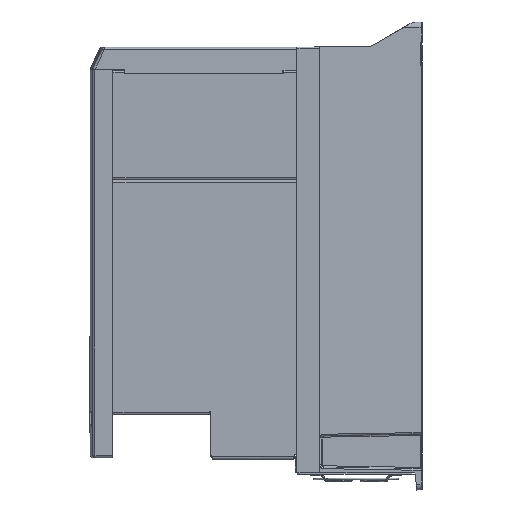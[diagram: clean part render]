
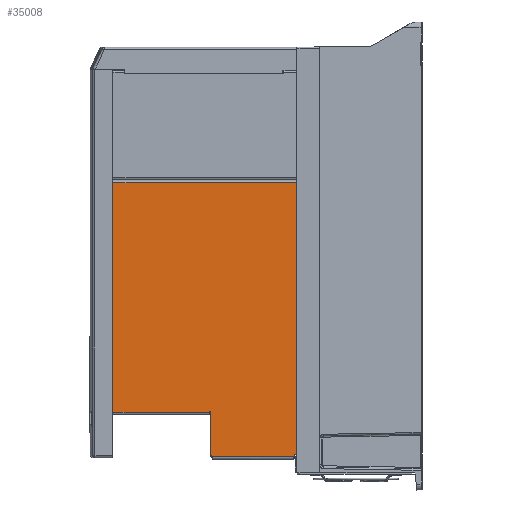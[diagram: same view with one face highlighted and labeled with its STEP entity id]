
A CAD part, left-side view. The second image highlights one B-rep face of the part: STEP entity #35008.
In plain terms, the highlighted planar face has unit normal (-1, 0, 0).
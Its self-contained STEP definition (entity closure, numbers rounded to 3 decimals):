
#587 = ORIENTED_EDGE ( 'NONE', *, *, #3483, .T. ) ;
#1483 = LINE ( 'NONE', #40807, #18793 ) ;
#1928 = LINE ( 'NONE', #41267, #22101 ) ;
#2078 = VERTEX_POINT ( 'NONE', #23857 ) ;
#2437 = EDGE_CURVE ( 'NONE', #39541, #4991, #16659, .T. ) ;
#2531 = CARTESIAN_POINT ( 'NONE',  ( -49.509, 2., 13.959 ) ) ;
#2972 = VECTOR ( 'NONE', #32393, 1000. ) ;
#3120 = DIRECTION ( 'NONE',  ( 0., 0., -1. ) ) ;
#3466 = EDGE_CURVE ( 'NONE', #11358, #20409, #32605, .T. ) ;
#3483 = EDGE_CURVE ( 'NONE', #12121, #42822, #32126, .T. ) ;
#3702 = CARTESIAN_POINT ( 'NONE',  ( -49.509, 159.5, 52.709 ) ) ;
#4126 = EDGE_CURVE ( 'NONE', #24060, #11358, #20792, .T. ) ;
#4157 = ORIENTED_EDGE ( 'NONE', *, *, #17890, .T. ) ;
#4883 = CARTESIAN_POINT ( 'NONE',  ( -49.509, 72.532, 13.959 ) ) ;
#4991 = VERTEX_POINT ( 'NONE', #40931 ) ;
#5387 = VECTOR ( 'NONE', #3120, 1000. ) ;
#5802 = VECTOR ( 'NONE', #21375, 1000. ) ;
#5944 = EDGE_CURVE ( 'NONE', #37414, #19122, #28230, .T. ) ;
#6256 = DIRECTION ( 'NONE',  ( 0., 0., -1. ) ) ;
#6298 = DIRECTION ( 'NONE',  ( -1., 0., 0. ) ) ;
#6427 = CARTESIAN_POINT ( 'NONE',  ( -49.509, 0.5, 16.709 ) ) ;
#6741 = DIRECTION ( 'NONE',  ( 0., 0., -1. ) ) ;
#6774 = DIRECTION ( 'NONE',  ( -1., 0., 0. ) ) ;
#6864 = EDGE_LOOP ( 'NONE', ( #14863, #23324, #22608, #25527, #8911, #22856, #21598, #31610, #32863, #587, #35294, #4157, #23220, #15405 ) ) ;
#6946 = EDGE_CURVE ( 'NONE', #28973, #8574, #35325, .T. ) ;
#7381 = CARTESIAN_POINT ( 'NONE',  ( -49.509, 75.5, 254.709 ) ) ;
#8235 = VERTEX_POINT ( 'NONE', #34199 ) ;
#8369 = EDGE_CURVE ( 'NONE', #19122, #2078, #29807, .T. ) ;
#8574 = VERTEX_POINT ( 'NONE', #40994 ) ;
#8671 = DIRECTION ( 'NONE',  ( 0., 0., -1. ) ) ;
#8911 = ORIENTED_EDGE ( 'NONE', *, *, #22223, .F. ) ;
#9029 = CARTESIAN_POINT ( 'NONE',  ( -49.509, 74.5, 52.959 ) ) ;
#10612 = CARTESIAN_POINT ( 'NONE',  ( -49.509, 73.5, 14.709 ) ) ;
#11065 = DIRECTION ( 'NONE',  ( 0., 0., -1. ) ) ;
#11190 = DIRECTION ( 'NONE',  ( 1., 0., 0. ) ) ;
#11299 = CARTESIAN_POINT ( 'NONE',  ( -49.509, 73.5, 13.709 ) ) ;
#11358 = VERTEX_POINT ( 'NONE', #4883 ) ;
#12121 = VERTEX_POINT ( 'NONE', #36674 ) ;
#12328 = CARTESIAN_POINT ( 'NONE',  ( -49.509, -0.5, 254.709 ) ) ;
#12773 = LINE ( 'NONE', #43051, #18668 ) ;
#13047 = VERTEX_POINT ( 'NONE', #3702 ) ;
#13183 = EDGE_CURVE ( 'NONE', #12121, #4991, #39548, .T. ) ;
#13195 = DIRECTION ( 'NONE',  ( 1., 0., 0. ) ) ;
#13392 = EDGE_CURVE ( 'NONE', #8235, #24060, #27508, .T. ) ;
#14863 = ORIENTED_EDGE ( 'NONE', *, *, #18687, .T. ) ;
#15405 = ORIENTED_EDGE ( 'NONE', *, *, #5944, .F. ) ;
#16217 = DIRECTION ( 'NONE',  ( -1., 0., 0. ) ) ;
#16360 = CARTESIAN_POINT ( 'NONE',  ( -49.509, 75.5, 52.959 ) ) ;
#16659 = CIRCLE ( 'NONE', #16660, 1. ) ;
#16660 = AXIS2_PLACEMENT_3D ( 'NONE', #6427, #6298, #6256 ) ;
#17595 = CARTESIAN_POINT ( 'NONE',  ( -49.509, -0.5, 254.709 ) ) ;
#17890 = EDGE_CURVE ( 'NONE', #13047, #2078, #1928, .T. ) ;
#18396 = FACE_OUTER_BOUND ( 'NONE', #6864, .T. ) ;
#18668 = VECTOR ( 'NONE', #38577, 1000. ) ;
#18687 = EDGE_CURVE ( 'NONE', #37414, #8235, #30422, .T. ) ;
#18793 = VECTOR ( 'NONE', #36349, 1000. ) ;
#19122 = VERTEX_POINT ( 'NONE', #16360 ) ;
#20409 = VERTEX_POINT ( 'NONE', #2531 ) ;
#20792 = CIRCLE ( 'NONE', #25993, 1. ) ;
#21094 = VECTOR ( 'NONE', #32056, 1000. ) ;
#21375 = DIRECTION ( 'NONE',  ( 0., 0., -1. ) ) ;
#21598 = ORIENTED_EDGE ( 'NONE', *, *, #29039, .T. ) ;
#21747 = DIRECTION ( 'NONE',  ( 0., -1., 0. ) ) ;
#22073 = PLANE ( 'NONE',  #28587 ) ;
#22101 = VECTOR ( 'NONE', #36823, 1000. ) ;
#22223 = EDGE_CURVE ( 'NONE', #28973, #20409, #12773, .T. ) ;
#22608 = ORIENTED_EDGE ( 'NONE', *, *, #4126, .T. ) ;
#22856 = ORIENTED_EDGE ( 'NONE', *, *, #6946, .T. ) ;
#23220 = ORIENTED_EDGE ( 'NONE', *, *, #8369, .F. ) ;
#23324 = ORIENTED_EDGE ( 'NONE', *, *, #13392, .T. ) ;
#23857 = CARTESIAN_POINT ( 'NONE',  ( -49.509, 75.5, 52.709 ) ) ;
#24060 = VERTEX_POINT ( 'NONE', #10612 ) ;
#24667 = CARTESIAN_POINT ( 'NONE',  ( -49.509, 73.5, 15.709 ) ) ;
#24679 = CARTESIAN_POINT ( 'NONE',  ( -49.509, 2., 14.709 ) ) ;
#25527 = ORIENTED_EDGE ( 'NONE', *, *, #3466, .T. ) ;
#25884 = CARTESIAN_POINT ( 'NONE',  ( -49.509, 74.5, 11.709 ) ) ;
#25993 = AXIS2_PLACEMENT_3D ( 'NONE', #11299, #11190, #11065 ) ;
#26257 = CARTESIAN_POINT ( 'NONE',  ( -49.509, 2., 15.709 ) ) ;
#27353 = DIRECTION ( 'NONE',  ( 0., 0., -1. ) ) ;
#27508 = CIRCLE ( 'NONE', #34563, 1. ) ;
#27922 = AXIS2_PLACEMENT_3D ( 'NONE', #38675, #16217, #27353 ) ;
#28230 = CIRCLE ( 'NONE', #27922, 0.5 ) ;
#28587 = AXIS2_PLACEMENT_3D ( 'NONE', #17595, #13195, #8671 ) ;
#28973 = VERTEX_POINT ( 'NONE', #24679 ) ;
#29039 = EDGE_CURVE ( 'NONE', #8574, #39541, #30797, .T. ) ;
#29807 = LINE ( 'NONE', #7381, #5387 ) ;
#30127 = CARTESIAN_POINT ( 'NONE',  ( -49.509, 159.5, 252.459 ) ) ;
#30422 = LINE ( 'NONE', #25884, #5802 ) ;
#30797 = LINE ( 'NONE', #26257, #33535 ) ;
#30865 = CARTESIAN_POINT ( 'NONE',  ( -49.509, 0.5, 15.709 ) ) ;
#31369 = AXIS2_PLACEMENT_3D ( 'NONE', #33072, #32697, #32645 ) ;
#31610 = ORIENTED_EDGE ( 'NONE', *, *, #2437, .T. ) ;
#32056 = DIRECTION ( 'NONE',  ( 0., 1., 0. ) ) ;
#32084 = CARTESIAN_POINT ( 'NONE',  ( -49.509, -0.5, 252.459 ) ) ;
#32126 = LINE ( 'NONE', #32084, #21094 ) ;
#32393 = DIRECTION ( 'NONE',  ( 0., -1., 0. ) ) ;
#32438 = CARTESIAN_POINT ( 'NONE',  ( -49.509, 159.5, 13.959 ) ) ;
#32605 = LINE ( 'NONE', #32438, #2972 ) ;
#32645 = DIRECTION ( 'NONE',  ( 0., 0., -1. ) ) ;
#32697 = DIRECTION ( 'NONE',  ( 1., 0., 0. ) ) ;
#32863 = ORIENTED_EDGE ( 'NONE', *, *, #13183, .F. ) ;
#33072 = CARTESIAN_POINT ( 'NONE',  ( -49.509, 1., 14.709 ) ) ;
#33535 = VECTOR ( 'NONE', #21747, 1000. ) ;
#33882 = EDGE_CURVE ( 'NONE', #13047, #42822, #1483, .T. ) ;
#34199 = CARTESIAN_POINT ( 'NONE',  ( -49.509, 74.5, 15.709 ) ) ;
#34563 = AXIS2_PLACEMENT_3D ( 'NONE', #24667, #6774, #41590 ) ;
#35008 = ADVANCED_FACE ( 'NONE', ( #18396 ), #22073, .F. ) ;
#35294 = ORIENTED_EDGE ( 'NONE', *, *, #33882, .F. ) ;
#35325 = CIRCLE ( 'NONE', #31369, 1. ) ;
#35384 = VECTOR ( 'NONE', #6741, 1000. ) ;
#36349 = DIRECTION ( 'NONE',  ( 0., 0., 1. ) ) ;
#36674 = CARTESIAN_POINT ( 'NONE',  ( -49.509, -0.5, 252.459 ) ) ;
#36823 = DIRECTION ( 'NONE',  ( 0., -1., 0. ) ) ;
#37414 = VERTEX_POINT ( 'NONE', #9029 ) ;
#38577 = DIRECTION ( 'NONE',  ( 0., 0., -1. ) ) ;
#38675 = CARTESIAN_POINT ( 'NONE',  ( -49.509, 75., 52.959 ) ) ;
#39541 = VERTEX_POINT ( 'NONE', #30865 ) ;
#39548 = LINE ( 'NONE', #12328, #35384 ) ;
#40807 = CARTESIAN_POINT ( 'NONE',  ( -49.509, 159.5, 254.709 ) ) ;
#40931 = CARTESIAN_POINT ( 'NONE',  ( -49.509, -0.5, 16.709 ) ) ;
#40994 = CARTESIAN_POINT ( 'NONE',  ( -49.509, 1., 15.709 ) ) ;
#41267 = CARTESIAN_POINT ( 'NONE',  ( -49.509, 159.5, 52.709 ) ) ;
#41590 = DIRECTION ( 'NONE',  ( 0., 0., -1. ) ) ;
#42822 = VERTEX_POINT ( 'NONE', #30127 ) ;
#43051 = CARTESIAN_POINT ( 'NONE',  ( -49.509, 2., 11.709 ) ) ;
